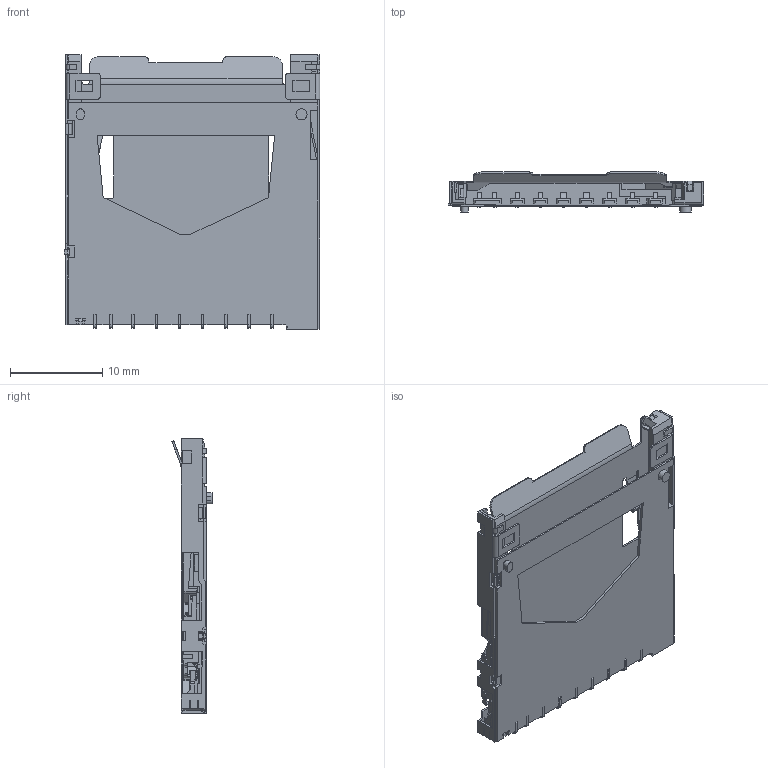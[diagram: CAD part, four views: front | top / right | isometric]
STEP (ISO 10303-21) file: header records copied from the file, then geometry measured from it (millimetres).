
FILE_DESCRIPTION((''),'2;1');
FILE_NAME('C-1939870-1','2009-11-18T',('workeradm'),(''),'PRO/ENGINEER BY PARAMETRIC TECHNOLOGY CORPORATION, 2008380','PRO/ENGINEER BY PARAMETRIC TECHNOLOGY CORPORATION, 2008380','');
FILE_SCHEMA(('AUTOMOTIVE_DESIGN { 1 0 10303 214 1 1 1 1 }'));
Length unit declared in the file: millimetre
Products named in the file (1): C-1939870-1
Bounding box: 27.68 x 4.34 x 29.7 mm (x, y, z)
Volume: 553.3 mm3; surface area: 3275.4 mm2
Topology: 1 solids, 1 shells, 835 faces, 2552 edges, 1672 vertices
Faces by surface type: plane 688, cylinder 147
Entity records: 28544 total; most frequent: CARTESIAN_POINT 5277, ORIENTED_EDGE 5104, DIRECTION 4510, EDGE_CURVE 2552, VECTOR 2242, LINE 2242, VERTEX_POINT 1672, AXIS2_PLACEMENT_3D 1134
